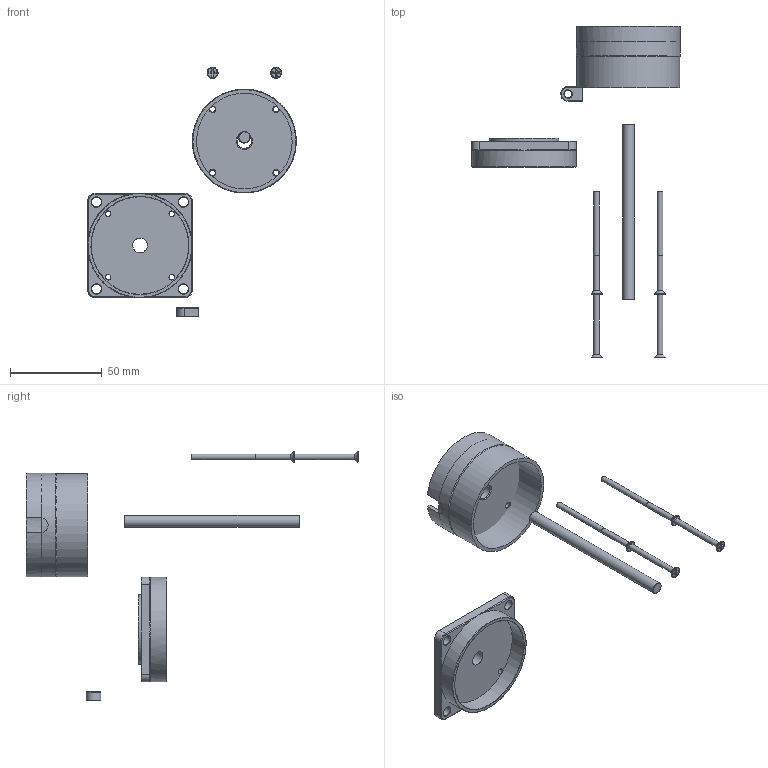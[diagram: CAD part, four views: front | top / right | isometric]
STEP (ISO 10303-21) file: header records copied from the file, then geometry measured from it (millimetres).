
FILE_DESCRIPTION(('THIS FILE CONTAINS SOME STEP INSTANCES'),'1');
FILE_NAME('STEP MOTOR DYNASYN.stp','2012-07-18T10:33:43',('UNDEFINED'),('UNDEFINED'),'T-FLEX CAD STEP converter','T-FLEX CAD','');
FILE_SCHEMA(('CONFIG_CONTROL_DESIGN'));
Length unit declared in the file: metre
Products named in the file (7): Undefined
Assembly tree (9 placements, depth 2):
  Undefined
    Undefined
    Undefined  x4
    Undefined
    Undefined
    Undefined
    Undefined
Bounding box: 113.42 x 180.63 x 135.68 mm (x, y, z)
Volume: 49325 mm3; surface area: 34974 mm2
Topology: 9 solids, 9 shells, 254 faces, 590 edges, 349 vertices
Faces by surface type: plane 151, cylinder 52, cone 28, torus 15, bspline 8
Full cylindrical faces by diameter (mm): 3 x12, 4 x1, 5.3 x4, 6 x4, 6.3 x1, 8 x2, 38.05 x1, 38.5 x1, 52 x2, 53 x1, 56 x1, 56.5 x1, 56.8 x1
Entity records: 5300 total; most frequent: CARTESIAN_POINT 2428, ORIENTED_EDGE 546, DIRECTION 482, EDGE_CURVE 273, EDGE_LOOP 231, VERTEX_POINT 192, AXIS2_PLACEMENT_3D 179, FACE_OUTER_BOUND 177
